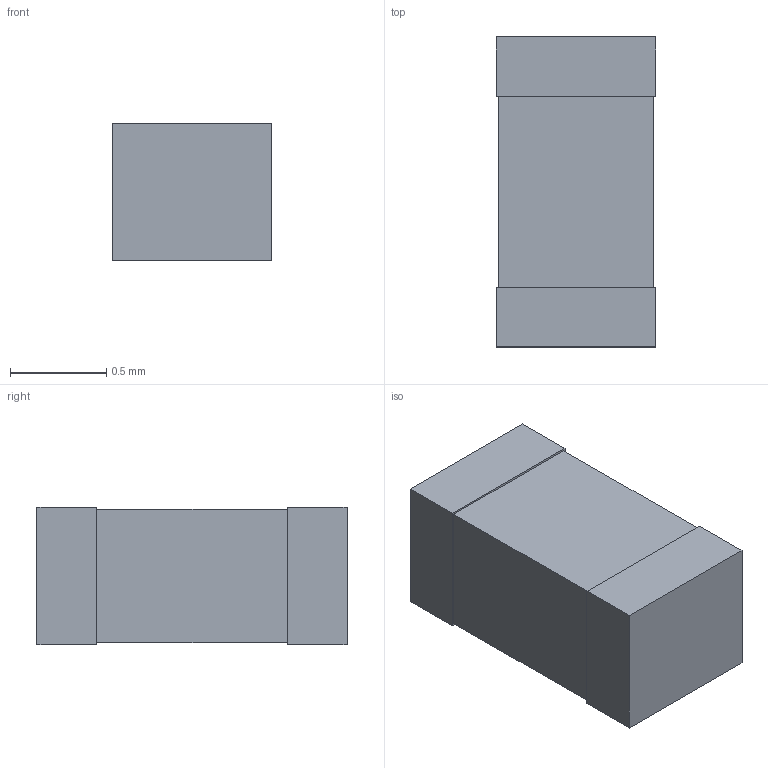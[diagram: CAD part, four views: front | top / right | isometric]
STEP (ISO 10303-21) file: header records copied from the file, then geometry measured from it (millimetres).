
FILE_DESCRIPTION((''),'2;1');
FILE_NAME('MIP1608P1R0MBP_20180118.stp','2018-01-18T16:18:56',(''),(''),'Mechanical Desktop 2011','Mechanical Desktop 2011',', , ');
FILE_SCHEMA(('CONFIG_CONTROL_DESIGN'));
Length unit declared in the file: millimetre
Products named in the file (1): Product
Bounding box: 0.83 x 1.61 x 0.71 mm (x, y, z)
Volume: 1 mm3; surface area: 18.5 mm2
Topology: 16 solids, 16 shells, 222 faces, 564 edges, 376 vertices
Faces by surface type: plane 128, cylinder 88, bspline 6
Entity records: 6789 total; most frequent: CARTESIAN_POINT 1181, DIRECTION 1174, ORIENTED_EDGE 1128, EDGE_CURVE 564, AXIS2_PLACEMENT_3D 393, VECTOR 388, LINE 388, VERTEX_POINT 376
